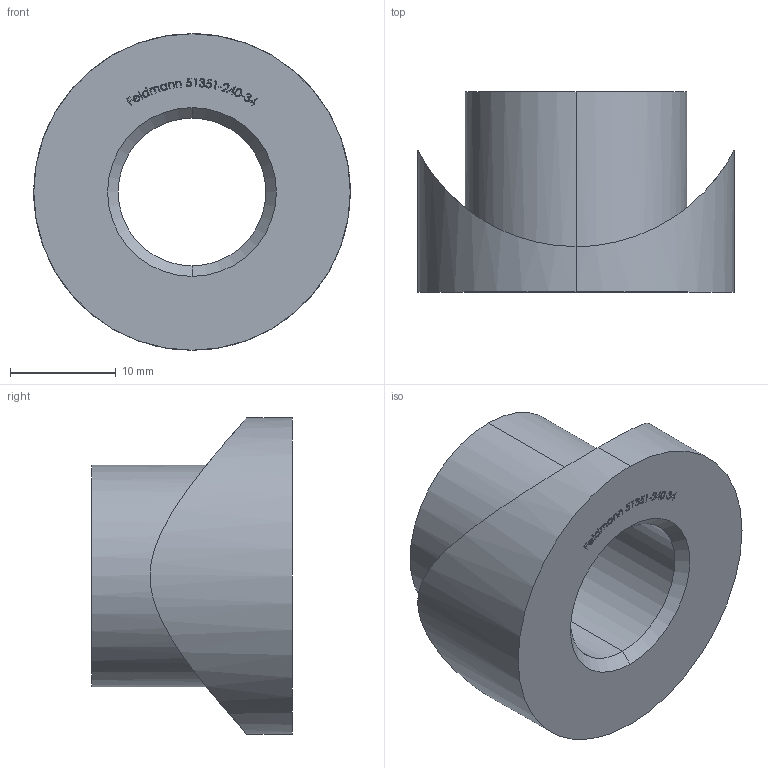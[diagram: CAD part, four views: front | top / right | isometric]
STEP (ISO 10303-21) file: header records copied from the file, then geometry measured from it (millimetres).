
FILE_DESCRIPTION (( 'STEP AP203' ), '1' );
FILE_NAME ('51351-240-34.STEP', '2016-02-16T13:40:38', ( '' ), ( '' ), 'SwSTEP 2.0', 'SolidWorks 2015', '' );
FILE_SCHEMA (( 'CONFIG_CONTROL_DESIGN' ));
Length unit declared in the file: millimetre
Products named in the file (1): 51351-240-34
Bounding box: 30 x 19 x 30 mm (x, y, z)
Volume: 6205 mm3; surface area: 3637.6 mm2
Topology: 1 solids, 1 shells, 270 faces, 719 edges, 478 vertices
Faces by surface type: plane 152, bspline 107, cylinder 7, cone 4
Entity records: 14282 total; most frequent: CARTESIAN_POINT 8203, ORIENTED_EDGE 1438, DIRECTION 841, EDGE_CURVE 719, LINE 489, VECTOR 489, VERTEX_POINT 478, EDGE_LOOP 299
